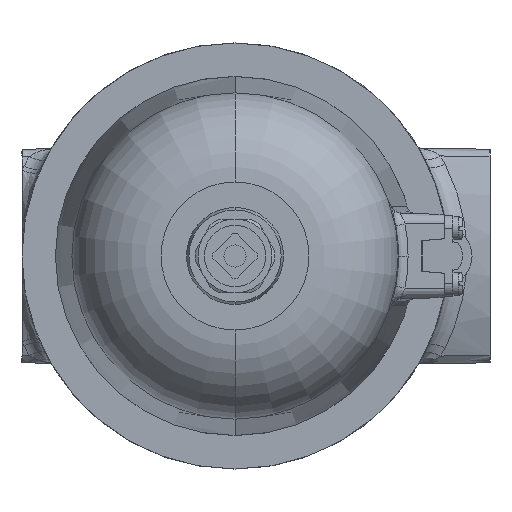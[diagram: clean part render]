
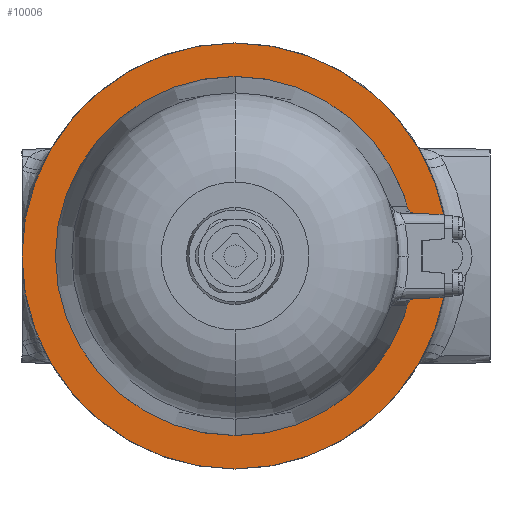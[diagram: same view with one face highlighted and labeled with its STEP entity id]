
A CAD part, front view. The second image highlights one B-rep face of the part: STEP entity #10006.
In plain terms, the highlighted planar face has unit normal (0, -1, 0).
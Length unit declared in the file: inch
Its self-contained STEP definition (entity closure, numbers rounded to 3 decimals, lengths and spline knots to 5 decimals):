
#1032 = FACE_OUTER_BOUND ( 'NONE', #1799, .T. ) ;
#1799 = EDGE_LOOP ( 'NONE', ( #8958, #12078 ) ) ;
#1924 = VERTEX_POINT ( 'NONE', #2524 ) ;
#2014 = CARTESIAN_POINT ( 'NONE',  ( -2.16, -2.465, 0. ) ) ;
#2150 = VERTEX_POINT ( 'NONE', #10254 ) ;
#2268 = CARTESIAN_POINT ( 'NONE',  ( 0., -2.465, 0. ) ) ;
#2524 = CARTESIAN_POINT ( 'NONE',  ( 2.16, -2.465, 0. ) ) ;
#2551 = CARTESIAN_POINT ( 'NONE',  ( 0., -2.465, 0. ) ) ;
#2679 = AXIS2_PLACEMENT_3D ( 'NONE', #2268, #11017, #12204 ) ;
#3195 = CARTESIAN_POINT ( 'NONE',  ( 0., -2.465, 0. ) ) ;
#3263 = ORIENTED_EDGE ( 'NONE', *, *, #12060, .F. ) ;
#3423 = CARTESIAN_POINT ( 'NONE',  ( 0., -2.465, 0. ) ) ;
#3942 = CIRCLE ( 'NONE', #12782, 1.82087 ) ;
#4424 = EDGE_LOOP ( 'NONE', ( #4586, #3263 ) ) ;
#4586 = ORIENTED_EDGE ( 'NONE', *, *, #12114, .F. ) ;
#4651 = AXIS2_PLACEMENT_3D ( 'NONE', #3195, #15155, #10465 ) ;
#4952 = VERTEX_POINT ( 'NONE', #2014 ) ;
#5869 = DIRECTION ( 'NONE',  ( -1., 0., 0. ) ) ;
#6656 = CARTESIAN_POINT ( 'NONE',  ( 1.82087, -2.465, 0. ) ) ;
#7729 = CIRCLE ( 'NONE', #11778, 1.82087 ) ;
#7933 = AXIS2_PLACEMENT_3D ( 'NONE', #9727, #8533, #5869 ) ;
#8322 = DIRECTION ( 'NONE',  ( 1., 0., 0. ) ) ;
#8533 = DIRECTION ( 'NONE',  ( 0., 1., 0. ) ) ;
#8958 = ORIENTED_EDGE ( 'NONE', *, *, #13316, .T. ) ;
#8972 = CIRCLE ( 'NONE', #2679, 2.16 ) ;
#9595 = DIRECTION ( 'NONE',  ( 0., -1., 0. ) ) ;
#9652 = EDGE_CURVE ( 'NONE', #4952, #1924, #9698, .T. ) ;
#9698 = CIRCLE ( 'NONE', #4651, 2.16 ) ;
#9727 = CARTESIAN_POINT ( 'NONE',  ( 0., -2.465, 0. ) ) ;
#10006 = ADVANCED_FACE ( 'NONE', ( #11866, #1032 ), #10599, .F. ) ;
#10254 = CARTESIAN_POINT ( 'NONE',  ( -1.82087, -2.465, 0. ) ) ;
#10465 = DIRECTION ( 'NONE',  ( 1., 0., 0. ) ) ;
#10599 = PLANE ( 'NONE',  #7933 ) ;
#10614 = DIRECTION ( 'NONE',  ( 1., 0., 0. ) ) ;
#11017 = DIRECTION ( 'NONE',  ( 0., -1., 0. ) ) ;
#11778 = AXIS2_PLACEMENT_3D ( 'NONE', #2551, #9595, #8322 ) ;
#11866 = FACE_BOUND ( 'NONE', #4424, .T. ) ;
#12060 = EDGE_CURVE ( 'NONE', #2150, #12382, #3942, .T. ) ;
#12078 = ORIENTED_EDGE ( 'NONE', *, *, #9652, .T. ) ;
#12114 = EDGE_CURVE ( 'NONE', #12382, #2150, #7729, .T. ) ;
#12204 = DIRECTION ( 'NONE',  ( 1., 0., 0. ) ) ;
#12382 = VERTEX_POINT ( 'NONE', #6656 ) ;
#12782 = AXIS2_PLACEMENT_3D ( 'NONE', #3423, #13294, #10614 ) ;
#13294 = DIRECTION ( 'NONE',  ( 0., -1., 0. ) ) ;
#13316 = EDGE_CURVE ( 'NONE', #1924, #4952, #8972, .T. ) ;
#15155 = DIRECTION ( 'NONE',  ( 0., -1., 0. ) ) ;
